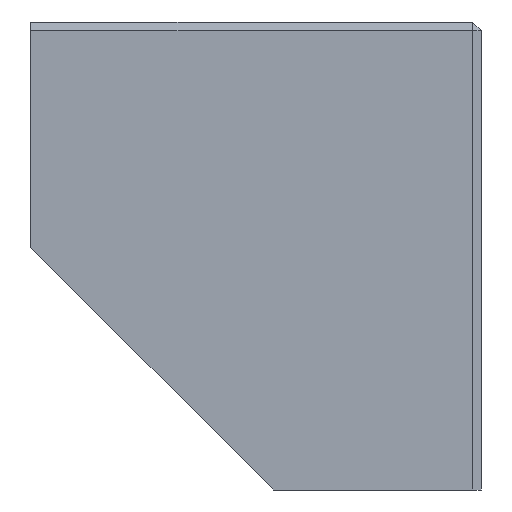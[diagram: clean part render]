
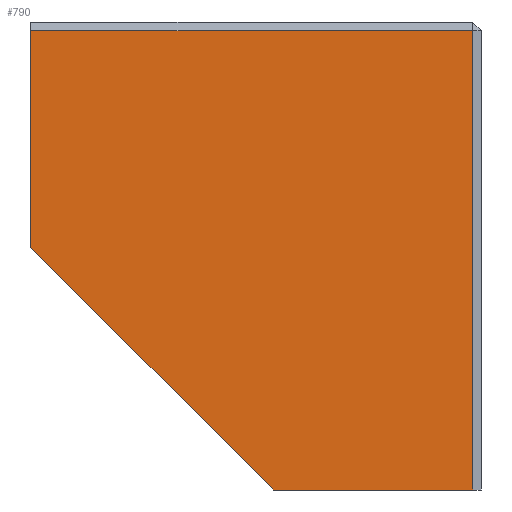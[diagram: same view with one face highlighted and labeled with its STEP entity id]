
A CAD part, left-side view. The second image highlights one B-rep face of the part: STEP entity #790.
In plain terms, the highlighted planar face has unit normal (-1, 0, 0).
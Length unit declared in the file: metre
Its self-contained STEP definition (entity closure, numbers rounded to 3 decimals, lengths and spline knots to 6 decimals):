
#65=ORIENTED_EDGE('',*,*,#289,.F.);
#66=ORIENTED_EDGE('',*,*,#290,.T.);
#67=ORIENTED_EDGE('',*,*,#291,.T.);
#68=ORIENTED_EDGE('',*,*,#292,.F.);
#69=ORIENTED_EDGE('',*,*,#293,.T.);
#289=EDGE_CURVE('',#399,#400,#477,.T.);
#290=EDGE_CURVE('',#399,#401,#478,.T.);
#291=EDGE_CURVE('',#401,#402,#479,.T.);
#292=EDGE_CURVE('',#403,#402,#480,.T.);
#293=EDGE_CURVE('',#403,#400,#481,.T.);
#399=VERTEX_POINT('',#1184);
#400=VERTEX_POINT('',#1185);
#401=VERTEX_POINT('',#1187);
#402=VERTEX_POINT('',#1189);
#403=VERTEX_POINT('',#1191);
#477=LINE('',#1183,#591);
#478=LINE('',#1186,#592);
#479=LINE('',#1188,#593);
#480=LINE('',#1190,#594);
#481=LINE('',#1192,#595);
#591=VECTOR('',#948,1.);
#592=VECTOR('',#949,1.);
#593=VECTOR('',#950,1.);
#594=VECTOR('',#951,1.);
#595=VECTOR('',#952,1.);
#664=EDGE_LOOP('',(#65,#66,#67,#68,#69));
#706=FACE_BOUND('',#664,.T.);
#748=PLANE('',#845);
#790=ADVANCED_FACE('',(#706),#748,.T.);
#845=AXIS2_PLACEMENT_3D('',#1182,#946,#947);
#946=DIRECTION('',(-1.,0.,0.));
#947=DIRECTION('',(0.,0.,1.));
#948=DIRECTION('',(0.,1.,0.));
#949=DIRECTION('',(0.,0.,1.));
#950=DIRECTION('',(0.,1.,0.));
#951=DIRECTION('',(0.,0.,1.));
#952=DIRECTION('',(0.,-0.707,-0.707));
#1182=CARTESIAN_POINT('',(-0.0122,-0.05,0.));
#1183=CARTESIAN_POINT('',(-0.0122,-0.05,-0.0418));
#1184=CARTESIAN_POINT('',(-0.0122,-0.051,-0.0418));
#1185=CARTESIAN_POINT('',(-0.0122,-0.028,-0.0418));
#1186=CARTESIAN_POINT('',(-0.0122,-0.051,0.));
#1187=CARTESIAN_POINT('',(-0.0122,-0.051,0.0112));
#1188=CARTESIAN_POINT('',(-0.0122,0.,0.0112));
#1189=CARTESIAN_POINT('',(-0.0122,0.,0.0112));
#1190=CARTESIAN_POINT('',(-0.0122,0.,0.));
#1191=CARTESIAN_POINT('',(-0.0122,0.,-0.0138));
#1192=CARTESIAN_POINT('',(-0.0122,-0.0296,-0.0434));
